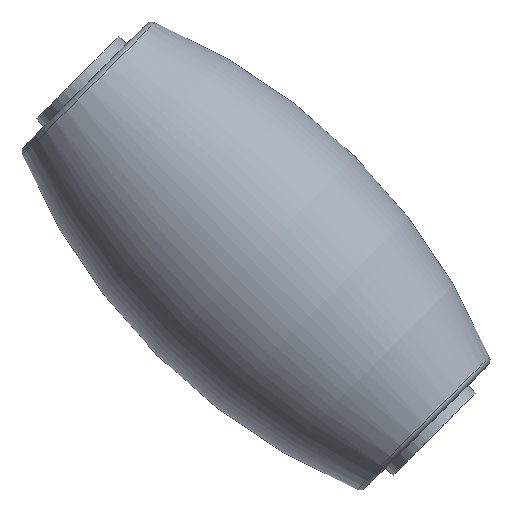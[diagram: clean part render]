
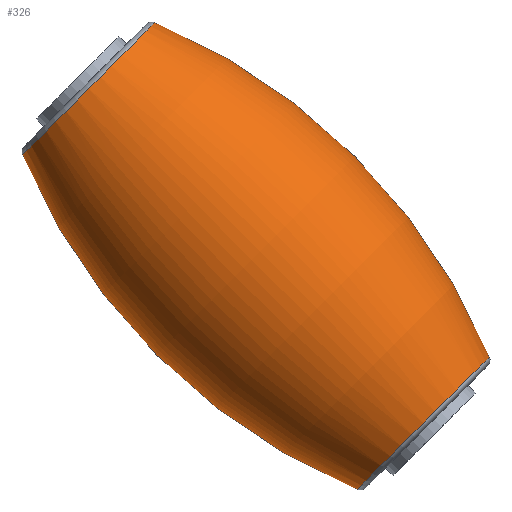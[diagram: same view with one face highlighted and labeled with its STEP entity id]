
A CAD part, top view. The second image highlights one B-rep face of the part: STEP entity #326.
In plain terms, the highlighted toroidal (fillet/blend) face has major radius 39.37 mm and minor radius 50.8 mm.
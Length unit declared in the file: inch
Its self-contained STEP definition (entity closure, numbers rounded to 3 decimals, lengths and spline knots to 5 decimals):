
#6 = ORIENTED_EDGE ( 'NONE', *, *, #462, .T. ) ;
#8 = VERTEX_POINT ( 'NONE', #61 ) ;
#17 = TOROIDAL_SURFACE ( 'NONE', #233, -1.55, 2. ) ;
#20 = CIRCLE ( 'NONE', #303, 2. ) ;
#32 = EDGE_CURVE ( 'NONE', #396, #160, #354, .T. ) ;
#39 = DIRECTION ( 'NONE',  ( -1., 0., 0. ) ) ;
#40 = DIRECTION ( 'NONE',  ( 0., 0., -1. ) ) ;
#41 = CARTESIAN_POINT ( 'NONE',  ( 2.19203, 2.19203, 0. ) ) ;
#43 = CARTESIAN_POINT ( 'NONE',  ( 0.55897, 1.63306, 0. ) ) ;
#61 = CARTESIAN_POINT ( 'NONE',  ( 1.84532, 0.77123, 0. ) ) ;
#63 = CARTESIAN_POINT ( 'NONE',  ( 0.34671, 1.4208, 0. ) ) ;
#68 = CIRCLE ( 'NONE', #270, 0.30018 ) ;
#144 = ORIENTED_EDGE ( 'NONE', *, *, #32, .F. ) ;
#145 = DIRECTION ( 'NONE',  ( 0., -1., 0. ) ) ;
#147 = DIRECTION ( 'NONE',  ( 0., 0., 1. ) ) ;
#151 = EDGE_CURVE ( 'NONE', #197, #160, #68, .T. ) ;
#154 = CARTESIAN_POINT ( 'NONE',  ( 0., 0., 0. ) ) ;
#160 = VERTEX_POINT ( 'NONE', #63 ) ;
#184 = DIRECTION ( 'NONE',  ( 0.707, -0.707, 0. ) ) ;
#186 = EDGE_CURVE ( 'NONE', #396, #8, #266, .T. ) ;
#193 = DIRECTION ( 'NONE',  ( 0.707, 0.707, 0. ) ) ;
#197 = VERTEX_POINT ( 'NONE', #482 ) ;
#233 = AXIS2_PLACEMENT_3D ( 'NONE', #371, #376, #377 ) ;
#249 = AXIS2_PLACEMENT_3D ( 'NONE', #475, #470, #471 ) ;
#264 = CARTESIAN_POINT ( 'NONE',  ( 1.4208, 0.34671, 0. ) ) ;
#266 = CIRCLE ( 'NONE', #249, 0.30018 ) ;
#270 = AXIS2_PLACEMENT_3D ( 'NONE', #43, #184, #193 ) ;
#285 = ORIENTED_EDGE ( 'NONE', *, *, #151, .T. ) ;
#303 = AXIS2_PLACEMENT_3D ( 'NONE', #154, #147, #145 ) ;
#326 = ADVANCED_FACE ( 'NONE', ( #351 ), #17, .T. ) ;
#342 = EDGE_LOOP ( 'NONE', ( #373, #6, #285, #144 ) ) ;
#351 = FACE_OUTER_BOUND ( 'NONE', #342, .T. ) ;
#354 = CIRCLE ( 'NONE', #481, 2. ) ;
#371 = CARTESIAN_POINT ( 'NONE',  ( 1.09602, 1.09602, 0. ) ) ;
#373 = ORIENTED_EDGE ( 'NONE', *, *, #186, .T. ) ;
#376 = DIRECTION ( 'NONE',  ( -0.707, 0.707, 0. ) ) ;
#377 = DIRECTION ( 'NONE',  ( -0.707, -0.707, 0. ) ) ;
#396 = VERTEX_POINT ( 'NONE', #264 ) ;
#462 = EDGE_CURVE ( 'NONE', #8, #197, #20, .T. ) ;
#470 = DIRECTION ( 'NONE',  ( -0.707, 0.707, 0. ) ) ;
#471 = DIRECTION ( 'NONE',  ( -0.707, -0.707, 0. ) ) ;
#475 = CARTESIAN_POINT ( 'NONE',  ( 1.63306, 0.55897, 0. ) ) ;
#481 = AXIS2_PLACEMENT_3D ( 'NONE', #41, #40, #39 ) ;
#482 = CARTESIAN_POINT ( 'NONE',  ( 0.77123, 1.84532, 0. ) ) ;
